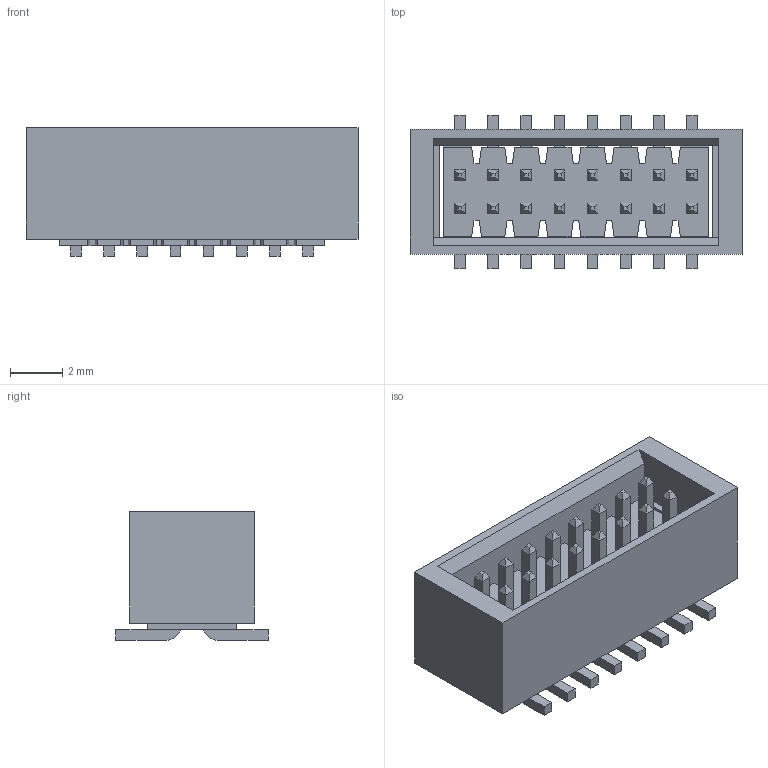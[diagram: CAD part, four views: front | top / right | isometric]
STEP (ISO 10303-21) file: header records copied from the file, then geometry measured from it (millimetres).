
FILE_DESCRIPTION((''),'2;1');
FILE_NAME('SAMTEC_FTSH-108-02-F-DV-ES.stp','2015-06-12T18:27:44',(''),(''),'Mechanical Desktop 2011','Mechanical Desktop 2011',', , ');
FILE_SCHEMA(('AUTOMOTIVE_DESIGN { 1 2 10303 214 1 1 1 1 }'));
Length unit declared in the file: millimetre
Products named in the file (1): Product
Bounding box: 12.73 x 5.84 x 4.93 mm (x, y, z)
Volume: 183.8 mm3; surface area: 599.5 mm2
Topology: 33 solids, 33 shells, 410 faces, 978 edges, 628 vertices
Faces by surface type: plane 394, cylinder 16
Entity records: 11581 total; most frequent: CARTESIAN_POINT 2017, ORIENTED_EDGE 1956, DIRECTION 1832, EDGE_CURVE 978, VECTOR 946, LINE 946, VERTEX_POINT 628, AXIS2_PLACEMENT_3D 443
